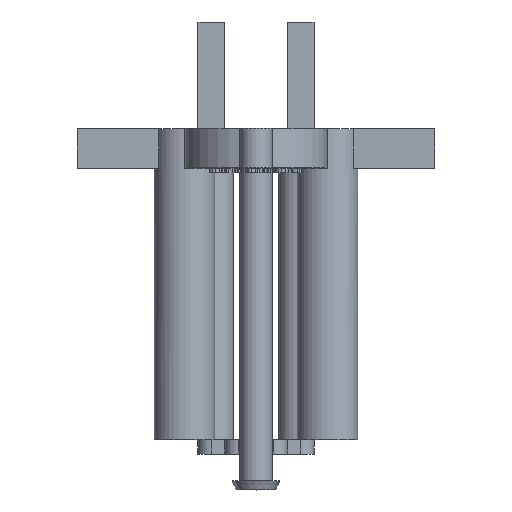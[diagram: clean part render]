
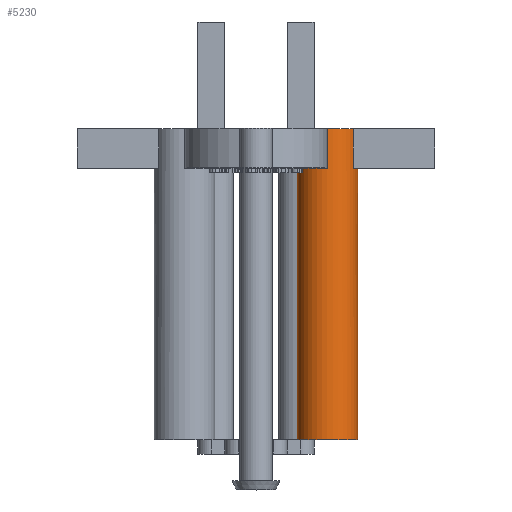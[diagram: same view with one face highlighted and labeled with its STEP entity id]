
A CAD part, top view. The second image highlights one B-rep face of the part: STEP entity #5230.
In plain terms, the highlighted cylindrical face has radius 1.7 mm (diameter 3.4 mm), a full revolution.
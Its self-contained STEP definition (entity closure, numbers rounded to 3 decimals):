
#39=CYLINDRICAL_SURFACE('',#5488,1.7);
#81=CIRCLE('',#5349,1.7);
#118=CIRCLE('',#5432,1.7);
#120=CIRCLE('',#5435,1.7);
#121=CIRCLE('',#5436,1.7);
#141=CIRCLE('',#5489,1.7);
#142=CIRCLE('',#5490,1.7);
#783=FACE_OUTER_BOUND('',#1091,.T.);
#1091=EDGE_LOOP('',(#4450,#4451,#4452,#4453,#4454,#4455,#4456,#4457,#4458,
#4459,#4460,#4461));
#1489=LINE('',#9594,#1921);
#1518=LINE('',#9679,#1950);
#1522=LINE('',#9686,#1954);
#1525=LINE('',#9693,#1957);
#1527=LINE('',#9696,#1959);
#1921=VECTOR('',#6176,10.);
#1950=VECTOR('',#6275,10.);
#1954=VECTOR('',#6281,10.);
#1957=VECTOR('',#6288,10.);
#1959=VECTOR('',#6292,1.7);
#2220=VERTEX_POINT('',#8053);
#2221=VERTEX_POINT('',#8055);
#2443=VERTEX_POINT('',#9554);
#2445=VERTEX_POINT('',#9559);
#2446=VERTEX_POINT('',#9560);
#2449=VERTEX_POINT('',#9566);
#2457=VERTEX_POINT('',#9592);
#2478=VERTEX_POINT('',#9678);
#2480=VERTEX_POINT('',#9684);
#2482=VERTEX_POINT('',#9692);
#2804=EDGE_CURVE('',#2221,#2220,#81,.T.);
#3117=EDGE_CURVE('',#2443,#2443,#118,.T.);
#3119=EDGE_CURVE('',#2445,#2446,#120,.T.);
#3123=EDGE_CURVE('',#2446,#2449,#121,.T.);
#3134=EDGE_CURVE('',#2220,#2457,#1489,.T.);
#3176=EDGE_CURVE('',#2221,#2478,#1518,.T.);
#3180=EDGE_CURVE('',#2449,#2480,#1522,.T.);
#3183=EDGE_CURVE('',#2445,#2482,#1525,.T.);
#3185=EDGE_CURVE('',#2446,#2443,#1527,.T.);
#3186=EDGE_CURVE('',#2480,#2478,#141,.T.);
#3187=EDGE_CURVE('',#2457,#2482,#142,.T.);
#4450=ORIENTED_EDGE('',*,*,#3183,.F.);
#4451=ORIENTED_EDGE('',*,*,#3119,.T.);
#4452=ORIENTED_EDGE('',*,*,#3185,.T.);
#4453=ORIENTED_EDGE('',*,*,#3117,.T.);
#4454=ORIENTED_EDGE('',*,*,#3185,.F.);
#4455=ORIENTED_EDGE('',*,*,#3123,.T.);
#4456=ORIENTED_EDGE('',*,*,#3180,.T.);
#4457=ORIENTED_EDGE('',*,*,#3186,.T.);
#4458=ORIENTED_EDGE('',*,*,#3176,.F.);
#4459=ORIENTED_EDGE('',*,*,#2804,.T.);
#4460=ORIENTED_EDGE('',*,*,#3134,.T.);
#4461=ORIENTED_EDGE('',*,*,#3187,.T.);
#5230=ADVANCED_FACE('',(#783),#39,.T.);
#5349=AXIS2_PLACEMENT_3D('',#8056,#5793,#5794);
#5432=AXIS2_PLACEMENT_3D('',#9555,#6133,#6134);
#5435=AXIS2_PLACEMENT_3D('',#9561,#6139,#6140);
#5436=AXIS2_PLACEMENT_3D('',#9568,#6144,#6145);
#5488=AXIS2_PLACEMENT_3D('',#9695,#6290,#6291);
#5489=AXIS2_PLACEMENT_3D('',#9697,#6293,#6294);
#5490=AXIS2_PLACEMENT_3D('',#9698,#6295,#6296);
#5793=DIRECTION('center_axis',(0.,-1.,0.));
#5794=DIRECTION('ref_axis',(-1.,0.,0.));
#6133=DIRECTION('center_axis',(0.,1.,0.));
#6134=DIRECTION('ref_axis',(-1.,0.,0.));
#6139=DIRECTION('center_axis',(0.,-1.,0.));
#6140=DIRECTION('ref_axis',(-1.,0.,0.));
#6144=DIRECTION('center_axis',(0.,-1.,0.));
#6145=DIRECTION('ref_axis',(-1.,0.,0.));
#6176=DIRECTION('',(0.,1.,0.));
#6275=DIRECTION('',(0.,1.,0.));
#6281=DIRECTION('',(0.,1.,0.));
#6288=DIRECTION('',(0.,1.,0.));
#6290=DIRECTION('center_axis',(0.,-1.,0.));
#6291=DIRECTION('ref_axis',(-1.,0.,0.));
#6292=DIRECTION('',(0.,-1.,0.));
#6293=DIRECTION('center_axis',(0.,-1.,0.));
#6294=DIRECTION('ref_axis',(-1.,0.,0.));
#6295=DIRECTION('center_axis',(0.,-1.,0.));
#6296=DIRECTION('ref_axis',(-1.,0.,0.));
#8053=CARTESIAN_POINT('',(4.,0.,7.3));
#8055=CARTESIAN_POINT('',(4.,0.,10.7));
#8056=CARTESIAN_POINT('Origin',(4.,0.,9.));
#9554=CARTESIAN_POINT('',(5.7,-15.2,9.));
#9555=CARTESIAN_POINT('Origin',(4.,-15.2,9.));
#9559=CARTESIAN_POINT('',(5.442,0.,8.1));
#9560=CARTESIAN_POINT('',(5.7,0.,9.));
#9561=CARTESIAN_POINT('Origin',(4.,0.,9.));
#9566=CARTESIAN_POINT('',(5.442,0.,9.9));
#9568=CARTESIAN_POINT('Origin',(4.,0.,9.));
#9592=CARTESIAN_POINT('',(4.,2.2,7.3));
#9594=CARTESIAN_POINT('',(4.,0.,7.3));
#9678=CARTESIAN_POINT('',(4.,2.2,10.7));
#9679=CARTESIAN_POINT('',(4.,0.,10.7));
#9684=CARTESIAN_POINT('',(5.442,2.2,9.9));
#9686=CARTESIAN_POINT('',(5.442,0.,9.9));
#9692=CARTESIAN_POINT('',(5.442,2.2,8.1));
#9693=CARTESIAN_POINT('',(5.442,0.,8.1));
#9695=CARTESIAN_POINT('Origin',(4.,0.,9.));
#9696=CARTESIAN_POINT('',(5.7,0.,9.));
#9697=CARTESIAN_POINT('Origin',(4.,2.2,9.));
#9698=CARTESIAN_POINT('Origin',(4.,2.2,9.));
